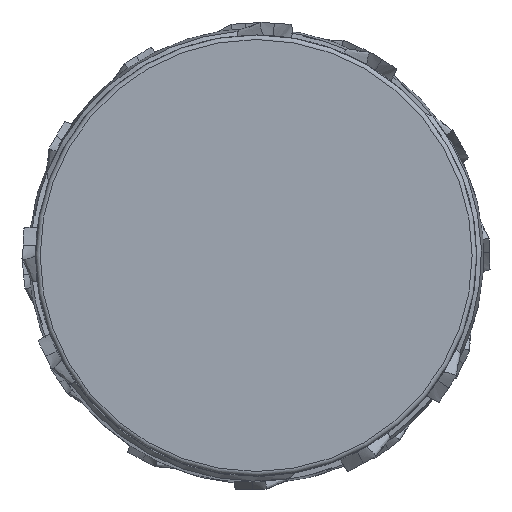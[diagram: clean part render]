
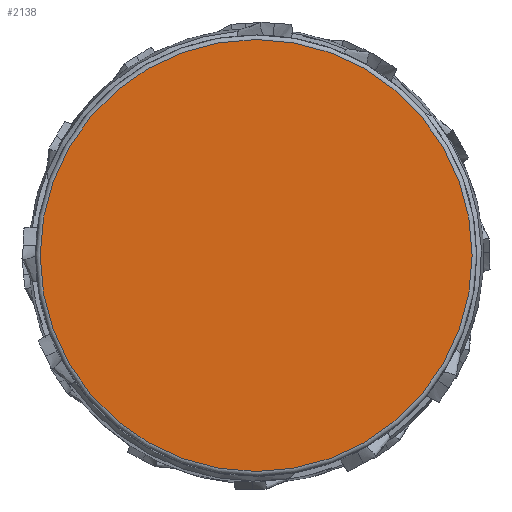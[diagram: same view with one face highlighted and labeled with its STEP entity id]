
A CAD part, top view. The second image highlights one B-rep face of the part: STEP entity #2138.
In plain terms, the highlighted planar face has unit normal (0, 0, 1).
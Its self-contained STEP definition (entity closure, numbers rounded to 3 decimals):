
#2138=ADVANCED_FACE('CLONE_TP_FACE',(#2909),#2729,.T.);
#2729=PLANE('',#10549);
#2909=FACE_OUTER_BOUND('',#3423,.T.);
#3423=EDGE_LOOP('',(#4421));
#4421=ORIENTED_EDGE('',*,*,#8294,.T.);
#7263=VERTEX_POINT('',#17217);
#8294=EDGE_CURVE('',#7263,#7263,#9593,.T.);
#9593=CIRCLE('',#10547,23.411);
#10547=AXIS2_PLACEMENT_3D('',#17216,#12050,#12051);
#10549=AXIS2_PLACEMENT_3D('',#17219,#12054,#12055);
#12050=DIRECTION('',(0.,0.,1.));
#12051=DIRECTION('',(1.,0.,0.));
#12054=DIRECTION('',(0.,0.,1.));
#12055=DIRECTION('',(1.,0.,0.));
#17216=CARTESIAN_POINT('',(0.,0.,0.));
#17217=CARTESIAN_POINT('',(23.411,0.,0.));
#17219=CARTESIAN_POINT('',(9.53,0.,0.));
